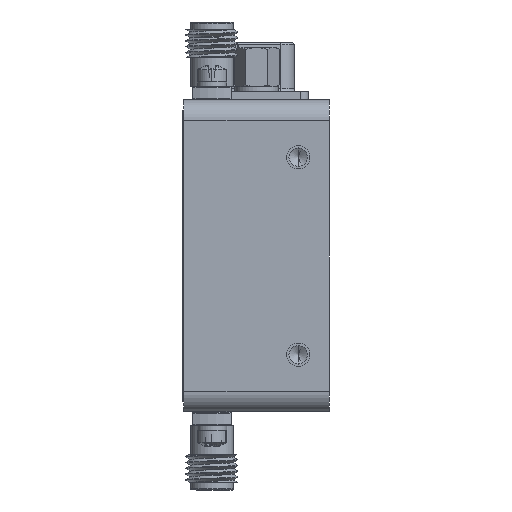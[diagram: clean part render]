
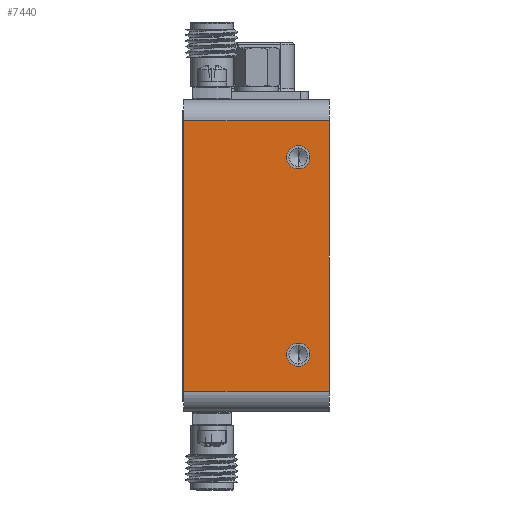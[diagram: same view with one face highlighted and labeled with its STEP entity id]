
A CAD part, left-side view. The second image highlights one B-rep face of the part: STEP entity #7440.
In plain terms, the highlighted planar face has unit normal (-1, 0, 0).
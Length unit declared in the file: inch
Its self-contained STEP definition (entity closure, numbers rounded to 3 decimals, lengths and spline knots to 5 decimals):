
#2700 = EDGE_LOOP ( 'NONE', ( #58159, #48132, #65138, #101837 ) ) ;
#3407 = CARTESIAN_POINT ( 'NONE',  ( -3.125, 0., -0.65 ) ) ;
#3904 = DIRECTION ( 'NONE',  ( -1., 0., 0. ) ) ;
#7440 = ADVANCED_FACE ( 'NONE', ( #26890, #83079, #86145 ), #61192, .F. ) ;
#8329 = CARTESIAN_POINT ( 'NONE',  ( -3.125, 0.15, -0.531 ) ) ;
#9293 = CARTESIAN_POINT ( 'NONE',  ( -3.125, 0.15, 0.475 ) ) ;
#10951 = ORIENTED_EDGE ( 'NONE', *, *, #19319, .F. ) ;
#11812 = ORIENTED_EDGE ( 'NONE', *, *, #138523, .F. ) ;
#14641 = VECTOR ( 'NONE', #47998, 39.37008 ) ;
#15161 = CARTESIAN_POINT ( 'NONE',  ( -3.125, 0.7, 0.65 ) ) ;
#15590 = DIRECTION ( 'NONE',  ( 0., 0., 1. ) ) ;
#17854 = DIRECTION ( 'NONE',  ( 0., 0., 1. ) ) ;
#19319 = EDGE_CURVE ( 'NONE', #130076, #52825, #33757, .T. ) ;
#23362 = CARTESIAN_POINT ( 'NONE',  ( -3.125, 0., 0.65 ) ) ;
#25849 = CARTESIAN_POINT ( 'NONE',  ( -3.125, 0.15, 0.419 ) ) ;
#26168 = LINE ( 'NONE', #118976, #57910 ) ;
#26890 = FACE_BOUND ( 'NONE', #91617, .T. ) ;
#31827 = ORIENTED_EDGE ( 'NONE', *, *, #75954, .F. ) ;
#33757 = CIRCLE ( 'NONE', #145696, 0.056 ) ;
#34474 = VERTEX_POINT ( 'NONE', #104191 ) ;
#40450 = VERTEX_POINT ( 'NONE', #25849 ) ;
#40733 = AXIS2_PLACEMENT_3D ( 'NONE', #90461, #66273, #53817 ) ;
#44016 = CARTESIAN_POINT ( 'NONE',  ( -3.125, 0., 0.65 ) ) ;
#44640 = VERTEX_POINT ( 'NONE', #117004 ) ;
#44835 = VERTEX_POINT ( 'NONE', #100541 ) ;
#45234 = LINE ( 'NONE', #23362, #83731 ) ;
#47294 = DIRECTION ( 'NONE',  ( 0., -1., 0. ) ) ;
#47998 = DIRECTION ( 'NONE',  ( 0., -1., 0. ) ) ;
#48132 = ORIENTED_EDGE ( 'NONE', *, *, #118465, .F. ) ;
#48565 = CIRCLE ( 'NONE', #140642, 0.056 ) ;
#51146 = EDGE_CURVE ( 'NONE', #44835, #34474, #109190, .T. ) ;
#51568 = DIRECTION ( 'NONE',  ( 0., 0., 1. ) ) ;
#52825 = VERTEX_POINT ( 'NONE', #129366 ) ;
#53817 = DIRECTION ( 'NONE',  ( 0., 0., 1. ) ) ;
#56845 = EDGE_CURVE ( 'NONE', #40450, #44640, #112641, .T. ) ;
#57910 = VECTOR ( 'NONE', #47294, 39.37008 ) ;
#58159 = ORIENTED_EDGE ( 'NONE', *, *, #144215, .T. ) ;
#58637 = ORIENTED_EDGE ( 'NONE', *, *, #56845, .F. ) ;
#61192 = PLANE ( 'NONE',  #141406 ) ;
#63239 = CARTESIAN_POINT ( 'NONE',  ( -3.125, 0.15, -0.475 ) ) ;
#65138 = ORIENTED_EDGE ( 'NONE', *, *, #51146, .F. ) ;
#66273 = DIRECTION ( 'NONE',  ( -1., 0., 0. ) ) ;
#75954 = EDGE_CURVE ( 'NONE', #44640, #40450, #93050, .T. ) ;
#76374 = CARTESIAN_POINT ( 'NONE',  ( -3.125, 0.15, -0.475 ) ) ;
#83079 = FACE_BOUND ( 'NONE', #120201, .T. ) ;
#83731 = VECTOR ( 'NONE', #95115, 39.37008 ) ;
#86145 = FACE_OUTER_BOUND ( 'NONE', #2700, .T. ) ;
#90231 = VERTEX_POINT ( 'NONE', #44016 ) ;
#90283 = AXIS2_PLACEMENT_3D ( 'NONE', #9293, #124614, #17854 ) ;
#90461 = CARTESIAN_POINT ( 'NONE',  ( -3.125, 0.15, 0.475 ) ) ;
#91617 = EDGE_LOOP ( 'NONE', ( #11812, #10951 ) ) ;
#93050 = CIRCLE ( 'NONE', #40733, 0.056 ) ;
#95115 = DIRECTION ( 'NONE',  ( 0., 0., 1. ) ) ;
#95202 = DIRECTION ( 'NONE',  ( 0., 0., 1. ) ) ;
#100541 = CARTESIAN_POINT ( 'NONE',  ( -3.125, 0.7, -0.65 ) ) ;
#101720 = DIRECTION ( 'NONE',  ( 1., 0., 0. ) ) ;
#101837 = ORIENTED_EDGE ( 'NONE', *, *, #114888, .T. ) ;
#104191 = CARTESIAN_POINT ( 'NONE',  ( -3.125, 0.7, 0.65 ) ) ;
#106895 = CARTESIAN_POINT ( 'NONE',  ( -3.125, 0.7, 0.65 ) ) ;
#109190 = LINE ( 'NONE', #106895, #140781 ) ;
#110800 = DIRECTION ( 'NONE',  ( -1., 0., 0. ) ) ;
#112641 = CIRCLE ( 'NONE', #90283, 0.056 ) ;
#114888 = EDGE_CURVE ( 'NONE', #44835, #136070, #131296, .T. ) ;
#117004 = CARTESIAN_POINT ( 'NONE',  ( -3.125, 0.15, 0.531 ) ) ;
#118465 = EDGE_CURVE ( 'NONE', #34474, #90231, #26168, .T. ) ;
#118976 = CARTESIAN_POINT ( 'NONE',  ( -3.125, 0.7, 0.65 ) ) ;
#120201 = EDGE_LOOP ( 'NONE', ( #31827, #58637 ) ) ;
#122710 = DIRECTION ( 'NONE',  ( 0., 0., -1. ) ) ;
#124614 = DIRECTION ( 'NONE',  ( -1., 0., 0. ) ) ;
#129366 = CARTESIAN_POINT ( 'NONE',  ( -3.125, 0.15, -0.419 ) ) ;
#130076 = VERTEX_POINT ( 'NONE', #8329 ) ;
#130525 = CARTESIAN_POINT ( 'NONE',  ( -3.125, 0.7, -0.65 ) ) ;
#131296 = LINE ( 'NONE', #130525, #14641 ) ;
#136070 = VERTEX_POINT ( 'NONE', #3407 ) ;
#138523 = EDGE_CURVE ( 'NONE', #52825, #130076, #48565, .T. ) ;
#140642 = AXIS2_PLACEMENT_3D ( 'NONE', #63239, #110800, #51568 ) ;
#140781 = VECTOR ( 'NONE', #95202, 39.37008 ) ;
#141406 = AXIS2_PLACEMENT_3D ( 'NONE', #15161, #101720, #122710 ) ;
#144215 = EDGE_CURVE ( 'NONE', #136070, #90231, #45234, .T. ) ;
#145696 = AXIS2_PLACEMENT_3D ( 'NONE', #76374, #3904, #15590 ) ;
